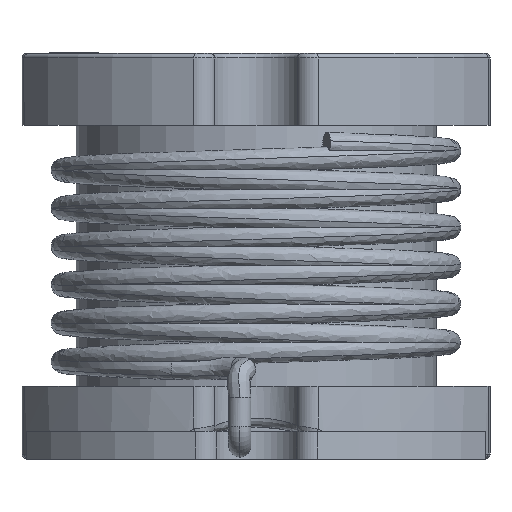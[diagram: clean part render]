
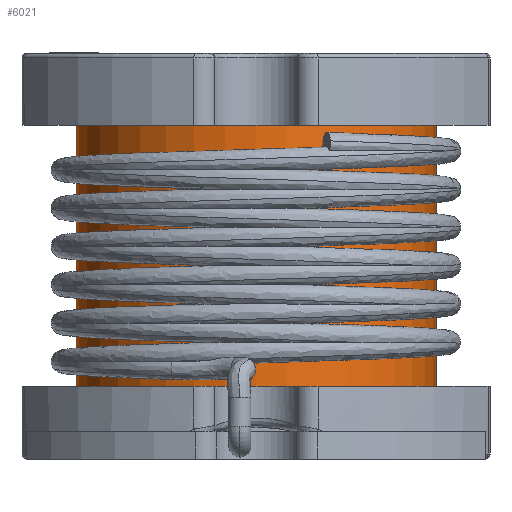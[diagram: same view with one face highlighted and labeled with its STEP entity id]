
A CAD part, front view. The second image highlights one B-rep face of the part: STEP entity #6021.
In plain terms, the highlighted cylindrical face has radius 2 mm (diameter 4 mm), a partial arc.
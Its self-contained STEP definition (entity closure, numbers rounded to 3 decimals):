
#2038 = ORIENTED_EDGE ( 'NONE', *, *, #55714, .F. ) ;
#3826 = CIRCLE ( 'NONE', #48982, 2. ) ;
#4512 = EDGE_CURVE ( 'NONE', #30627, #33978, #63861, .T. ) ;
#5060 = FACE_OUTER_BOUND ( 'NONE', #31042, .T. ) ;
#6021 = ADVANCED_FACE ( 'NONE', ( #5060 ), #29158, .T. ) ;
#9605 = ORIENTED_EDGE ( 'NONE', *, *, #4512, .T. ) ;
#10553 = CARTESIAN_POINT ( 'NONE',  ( -2., 0., 0.8 ) ) ;
#16492 = EDGE_CURVE ( 'NONE', #46954, #41513, #3826, .T. ) ;
#18861 = CARTESIAN_POINT ( 'NONE',  ( 0., 0., 0.8 ) ) ;
#20268 = CARTESIAN_POINT ( 'NONE',  ( 2., 0., 3.7 ) ) ;
#23403 = DIRECTION ( 'NONE',  ( 0., 0., 1. ) ) ;
#23867 = DIRECTION ( 'NONE',  ( 0., 0., 1. ) ) ;
#25061 = LINE ( 'NONE', #43397, #34475 ) ;
#27294 = AXIS2_PLACEMENT_3D ( 'NONE', #18861, #23867, #54041 ) ;
#28578 = CARTESIAN_POINT ( 'NONE',  ( 2., 0., 0.8 ) ) ;
#29158 = CYLINDRICAL_SURFACE ( 'NONE', #29336, 2. ) ;
#29336 = AXIS2_PLACEMENT_3D ( 'NONE', #34144, #51766, #46020 ) ;
#30627 = VERTEX_POINT ( 'NONE', #10553 ) ;
#31042 = EDGE_LOOP ( 'NONE', ( #2038, #43196, #66623, #9605 ) ) ;
#31161 = DIRECTION ( 'NONE',  ( 0., 0., -1. ) ) ;
#33978 = VERTEX_POINT ( 'NONE', #28578 ) ;
#34144 = CARTESIAN_POINT ( 'NONE',  ( 0., 0., 3.7 ) ) ;
#34475 = VECTOR ( 'NONE', #31161, 1000. ) ;
#34803 = VECTOR ( 'NONE', #63804, 1000. ) ;
#40521 = LINE ( 'NONE', #68148, #34803 ) ;
#40782 = EDGE_CURVE ( 'NONE', #46954, #30627, #25061, .T. ) ;
#41513 = VERTEX_POINT ( 'NONE', #20268 ) ;
#43196 = ORIENTED_EDGE ( 'NONE', *, *, #16492, .F. ) ;
#43397 = CARTESIAN_POINT ( 'NONE',  ( -2., 0., 3.7 ) ) ;
#43562 = CARTESIAN_POINT ( 'NONE',  ( -2., 0., 3.7 ) ) ;
#45643 = DIRECTION ( 'NONE',  ( 1., 0., 0. ) ) ;
#46020 = DIRECTION ( 'NONE',  ( -1., 0., 0. ) ) ;
#46954 = VERTEX_POINT ( 'NONE', #43562 ) ;
#48982 = AXIS2_PLACEMENT_3D ( 'NONE', #58214, #23403, #45643 ) ;
#51766 = DIRECTION ( 'NONE',  ( 0., 0., -1. ) ) ;
#54041 = DIRECTION ( 'NONE',  ( 1., 0., 0. ) ) ;
#55714 = EDGE_CURVE ( 'NONE', #41513, #33978, #40521, .T. ) ;
#58214 = CARTESIAN_POINT ( 'NONE',  ( 0., 0., 3.7 ) ) ;
#63804 = DIRECTION ( 'NONE',  ( 0., 0., -1. ) ) ;
#63861 = CIRCLE ( 'NONE', #27294, 2. ) ;
#66623 = ORIENTED_EDGE ( 'NONE', *, *, #40782, .T. ) ;
#68148 = CARTESIAN_POINT ( 'NONE',  ( 2., 0., 3.7 ) ) ;
